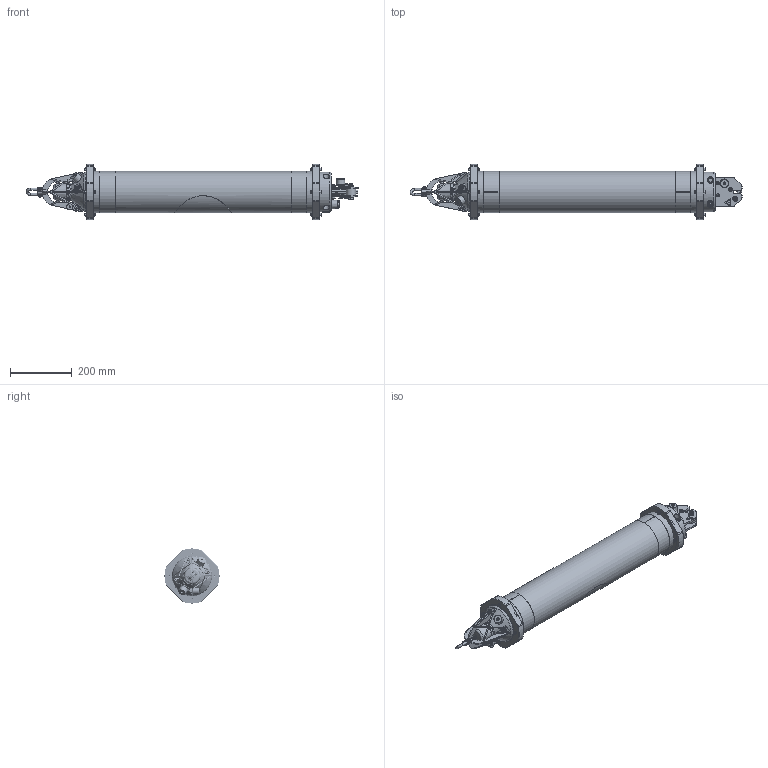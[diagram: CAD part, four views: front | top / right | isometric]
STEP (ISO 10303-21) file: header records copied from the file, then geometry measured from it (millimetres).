
FILE_DESCRIPTION((''),'2;1');
FILE_NAME('8300-3111-RTP.stp','2011-10-17T12:37:09',('CTD'),(''),'Autodesk Inventor 2011','Autodesk Inventor 2011','');
FILE_SCHEMA(('AUTOMOTIVE_DESIGN { 1 0 10303 214 1 1 1 1 }'));
Length unit declared in the file: millimetre
Products named in the file (1): 8300-3111-RTP - Displacement
Bounding box: 1072.12 x 178 x 178 mm (x, y, z)
Volume: 7517.8 mm3; surface area: 680908.2 mm2
Topology: 51 solids, 52 shells, 3212 faces, 8115 edges, 5223 vertices
Faces by surface type: plane 1388, cylinder 671, bspline 570, cone 317, torus 257, sphere 9
Full cylindrical faces by diameter (mm): 0.5 x1, 1 x1, 1.5 x2, 2 x9, 2.5 x2, 3 x13, 3.3 x1, 3.5 x2, 4.6 x1, 4.917 x23, 5 x17, 5.1 x8, 5.153 x1, 5.2 x8, 5.3 x8, 5.7 x8, 6 x25, 6.1 x4, 6.2 x1, 6.35 x1, 6.4 x8, 6.5 x4, 6.647 x10, 7 x8, 7.1 x8, 7.359 x8, 7.36 x2, 7.92 x4, 8 x15, 8.2 x6
Entity records: 111328 total; most frequent: CARTESIAN_POINT 40114, ORIENTED_EDGE 14234, DIRECTION 12613, EDGE_CURVE 7117, VERTEX_POINT 4948, AXIS2_PLACEMENT_3D 4753, EDGE_LOOP 4369, FACE_OUTER_BOUND 3205
